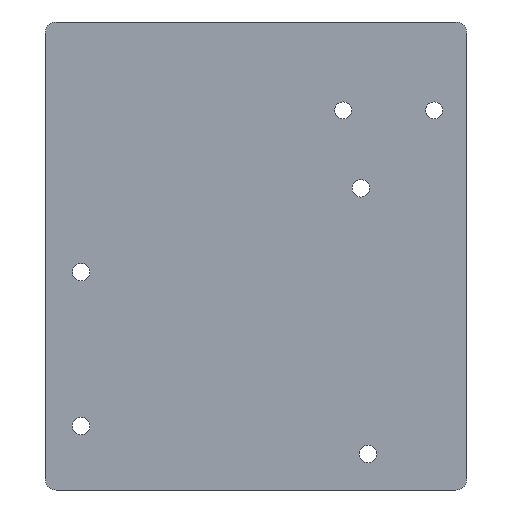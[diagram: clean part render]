
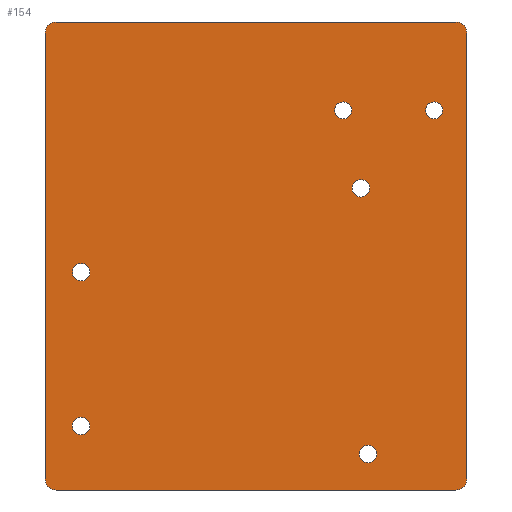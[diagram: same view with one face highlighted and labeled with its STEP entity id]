
A CAD part, front view. The second image highlights one B-rep face of the part: STEP entity #154.
In plain terms, the highlighted planar face has unit normal (0, -1, 0).
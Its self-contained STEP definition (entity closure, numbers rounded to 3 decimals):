
#154=ADVANCED_FACE('',(#560,#562,#564,#566,#568,#570,#572),#574,.F.);
#560=FACE_BOUND('',#561,.T.);
#561=EDGE_LOOP('',(#899,#900,#901,#902,#903,#904,#905,#906));
#562=FACE_BOUND('',#563,.T.);
#563=EDGE_LOOP('',(#907));
#564=FACE_BOUND('',#565,.T.);
#565=EDGE_LOOP('',(#908));
#566=FACE_BOUND('',#567,.T.);
#567=EDGE_LOOP('',(#909));
#568=FACE_BOUND('',#569,.T.);
#569=EDGE_LOOP('',(#910));
#570=FACE_BOUND('',#571,.T.);
#571=EDGE_LOOP('',(#911));
#572=FACE_BOUND('',#573,.T.);
#573=EDGE_LOOP('',(#912));
#574=PLANE('',#575);
#575=AXIS2_PLACEMENT_3D('',#576,#577,#578);
#576=CARTESIAN_POINT('',(0.,0.,0.));
#577=DIRECTION('',(0.,1.,0.));
#578=DIRECTION('',(0.,0.,-1.));
#899=ORIENTED_EDGE('',*,*,#1077,.F.);
#900=ORIENTED_EDGE('',*,*,#1078,.F.);
#901=ORIENTED_EDGE('',*,*,#1079,.F.);
#902=ORIENTED_EDGE('',*,*,#1080,.F.);
#903=ORIENTED_EDGE('',*,*,#1081,.F.);
#904=ORIENTED_EDGE('',*,*,#1082,.F.);
#905=ORIENTED_EDGE('',*,*,#1083,.F.);
#906=ORIENTED_EDGE('',*,*,#1084,.F.);
#907=ORIENTED_EDGE('',*,*,#1056,.T.);
#908=ORIENTED_EDGE('',*,*,#1054,.T.);
#909=ORIENTED_EDGE('',*,*,#1085,.T.);
#910=ORIENTED_EDGE('',*,*,#1086,.T.);
#911=ORIENTED_EDGE('',*,*,#1087,.T.);
#912=ORIENTED_EDGE('',*,*,#1088,.T.);
#1054=EDGE_CURVE('',#1145,#1145,#1146,.T.);
#1056=EDGE_CURVE('',#1149,#1149,#1150,.T.);
#1077=EDGE_CURVE('',#1191,#1192,#1193,.F.);
#1078=EDGE_CURVE('',#1194,#1191,#1195,.T.);
#1079=EDGE_CURVE('',#1196,#1194,#1197,.F.);
#1080=EDGE_CURVE('',#1198,#1196,#1199,.T.);
#1081=EDGE_CURVE('',#1200,#1198,#1201,.F.);
#1082=EDGE_CURVE('',#1202,#1200,#1203,.T.);
#1083=EDGE_CURVE('',#1204,#1202,#1205,.F.);
#1084=EDGE_CURVE('',#1192,#1204,#1206,.T.);
#1085=EDGE_CURVE('',#1207,#1207,#1208,.T.);
#1086=EDGE_CURVE('',#1209,#1209,#1210,.T.);
#1087=EDGE_CURVE('',#1211,#1211,#1212,.T.);
#1088=EDGE_CURVE('',#1213,#1213,#1214,.T.);
#1145=VERTEX_POINT('',#1304);
#1146=CIRCLE('',#1305,1.55);
#1149=VERTEX_POINT('',#1314);
#1150=CIRCLE('',#1315,1.55);
#1191=VERTEX_POINT('',#1411);
#1192=VERTEX_POINT('',#1412);
#1193=CIRCLE('',#1413,2.);
#1194=VERTEX_POINT('',#1417);
#1195=LINE('',#1418,#1419);
#1196=VERTEX_POINT('',#1421);
#1197=CIRCLE('',#1422,2.);
#1198=VERTEX_POINT('',#1426);
#1199=LINE('',#1427,#1428);
#1200=VERTEX_POINT('',#1430);
#1201=CIRCLE('',#1431,2.);
#1202=VERTEX_POINT('',#1435);
#1203=LINE('',#1436,#1437);
#1204=VERTEX_POINT('',#1439);
#1205=CIRCLE('',#1440,2.);
#1206=LINE('',#1444,#1445);
#1207=VERTEX_POINT('',#1447);
#1208=CIRCLE('',#1448,1.588);
#1209=VERTEX_POINT('',#1452);
#1210=CIRCLE('',#1453,1.588);
#1211=VERTEX_POINT('',#1457);
#1212=CIRCLE('',#1458,1.588);
#1213=VERTEX_POINT('',#1462);
#1214=CIRCLE('',#1463,1.588);
#1304=CARTESIAN_POINT('',(-18.467,0.,63.388));
#1305=AXIS2_PLACEMENT_3D('',#1306,#1307,#1308);
#1306=CARTESIAN_POINT('',(-18.467,0.,64.938));
#1307=DIRECTION('',(0.,1.,0.));
#1308=DIRECTION('',(0.,0.,-1.));
#1314=CARTESIAN_POINT('',(-1.931,0.,63.388));
#1315=AXIS2_PLACEMENT_3D('',#1316,#1317,#1318);
#1316=CARTESIAN_POINT('',(-1.931,0.,64.938));
#1317=DIRECTION('',(0.,1.,0.));
#1318=DIRECTION('',(0.,0.,-1.));
#1411=CARTESIAN_POINT('',(4.,0.,-2.));
#1412=CARTESIAN_POINT('',(2.,0.,-4.));
#1413=AXIS2_PLACEMENT_3D('',#1414,#1415,#1416);
#1414=CARTESIAN_POINT('',(2.,0.,-2.));
#1415=DIRECTION('',(0.,-1.,0.));
#1416=DIRECTION('',(0.,0.,-1.));
#1417=CARTESIAN_POINT('',(4.,0.,79.));
#1418=CARTESIAN_POINT('',(4.,0.,79.));
#1419=VECTOR('',#1420,1.);
#1420=DIRECTION('',(0.,0.,-1.));
#1421=CARTESIAN_POINT('',(2.,0.,81.));
#1422=AXIS2_PLACEMENT_3D('',#1423,#1424,#1425);
#1423=CARTESIAN_POINT('',(2.,0.,79.));
#1424=DIRECTION('',(0.,-1.,0.));
#1425=DIRECTION('',(1.,0.,0.));
#1426=CARTESIAN_POINT('',(-70.58,0.,81.));
#1427=CARTESIAN_POINT('',(-70.58,0.,81.));
#1428=VECTOR('',#1429,1.);
#1429=DIRECTION('',(1.,0.,0.));
#1430=CARTESIAN_POINT('',(-72.58,0.,79.));
#1431=AXIS2_PLACEMENT_3D('',#1432,#1433,#1434);
#1432=CARTESIAN_POINT('',(-70.58,0.,79.));
#1433=DIRECTION('',(0.,-1.,0.));
#1434=DIRECTION('',(0.,0.,1.));
#1435=CARTESIAN_POINT('',(-72.58,0.,-2.));
#1436=CARTESIAN_POINT('',(-72.58,0.,-2.));
#1437=VECTOR('',#1438,1.);
#1438=DIRECTION('',(0.,0.,1.));
#1439=CARTESIAN_POINT('',(-70.58,0.,-4.));
#1440=AXIS2_PLACEMENT_3D('',#1441,#1442,#1443);
#1441=CARTESIAN_POINT('',(-70.58,0.,-2.));
#1442=DIRECTION('',(0.,-1.,0.));
#1443=DIRECTION('',(-1.,0.,0.));
#1444=CARTESIAN_POINT('',(2.,0.,-4.));
#1445=VECTOR('',#1446,1.);
#1446=DIRECTION('',(-1.,0.,0.));
#1447=CARTESIAN_POINT('',(-12.383,0.,2.54));
#1448=AXIS2_PLACEMENT_3D('',#1449,#1450,#1451);
#1449=CARTESIAN_POINT('',(-13.97,0.,2.54));
#1450=DIRECTION('',(0.,1.,0.));
#1451=DIRECTION('',(1.,0.,0.));
#1452=CARTESIAN_POINT('',(-64.453,0.,7.62));
#1453=AXIS2_PLACEMENT_3D('',#1454,#1455,#1456);
#1454=CARTESIAN_POINT('',(-66.04,0.,7.62));
#1455=DIRECTION('',(0.,1.,0.));
#1456=DIRECTION('',(1.,0.,0.));
#1457=CARTESIAN_POINT('',(-67.628,0.,35.56));
#1458=AXIS2_PLACEMENT_3D('',#1459,#1460,#1461);
#1459=CARTESIAN_POINT('',(-66.04,0.,35.56));
#1460=DIRECTION('',(0.,1.,0.));
#1461=DIRECTION('',(-1.,0.,0.));
#1462=CARTESIAN_POINT('',(-16.828,0.,50.8));
#1463=AXIS2_PLACEMENT_3D('',#1464,#1465,#1466);
#1464=CARTESIAN_POINT('',(-15.24,0.,50.8));
#1465=DIRECTION('',(0.,1.,0.));
#1466=DIRECTION('',(-1.,0.,0.));
